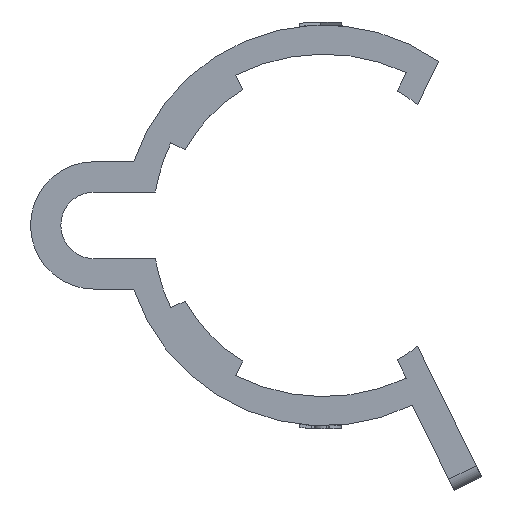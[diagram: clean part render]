
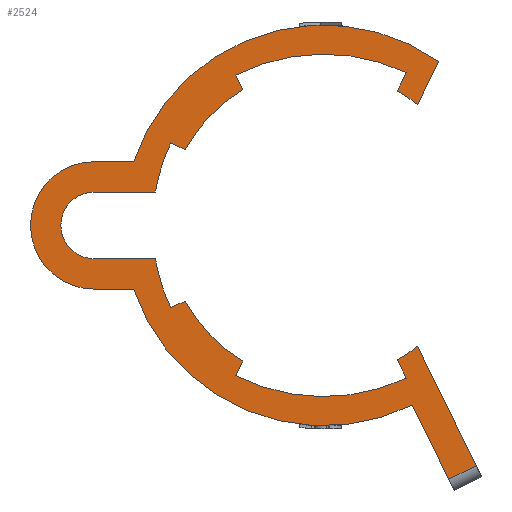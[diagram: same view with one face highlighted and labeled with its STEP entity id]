
A CAD part, front view. The second image highlights one B-rep face of the part: STEP entity #2524.
In plain terms, the highlighted planar face has unit normal (0, -1, 0).
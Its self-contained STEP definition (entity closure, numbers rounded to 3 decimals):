
#184=FACE_OUTER_BOUND('',#322,.T.);
#322=EDGE_LOOP('',(#1630,#1631,#1632,#1633,#1634,#1635,#1636,#1637,#1638,
#1639,#1640,#1641,#1642,#1643,#1644,#1645,#1646,#1647,#1648,#1649,#1650,
#1651,#1652,#1653,#1654,#1655));
#464=CIRCLE('',#2666,12.6);
#465=CIRCLE('',#2667,16.);
#466=CIRCLE('',#2668,13.);
#467=CIRCLE('',#2669,16.);
#468=CIRCLE('',#2670,2.75);
#469=CIRCLE('',#2671,16.);
#470=CIRCLE('',#2672,13.);
#471=CIRCLE('',#2673,16.);
#472=CIRCLE('',#2674,12.6);
#473=CIRCLE('',#2675,16.5);
#474=CIRCLE('',#2676,5.25);
#475=CIRCLE('',#2677,16.5);
#490=LINE('',#3631,#730);
#491=LINE('',#3635,#731);
#492=LINE('',#3639,#732);
#493=LINE('',#3643,#733);
#494=LINE('',#3647,#734);
#495=LINE('',#3651,#735);
#496=LINE('',#3655,#736);
#497=LINE('',#3659,#737);
#498=LINE('',#3663,#738);
#499=LINE('',#3667,#739);
#500=LINE('',#3671,#740);
#501=LINE('',#3675,#741);
#502=LINE('',#3679,#742);
#503=LINE('',#3680,#743);
#730=VECTOR('',#2909,10.963);
#731=VECTOR('',#2912,1.704);
#732=VECTOR('',#2915,1.336);
#733=VECTOR('',#2918,1.304);
#734=VECTOR('',#2921,5.031);
#735=VECTOR('',#2924,5.031);
#736=VECTOR('',#2927,1.304);
#737=VECTOR('',#2930,1.336);
#738=VECTOR('',#2933,1.704);
#739=VECTOR('',#2936,3.963);
#740=VECTOR('',#2939,3.25);
#741=VECTOR('',#2942,3.25);
#742=VECTOR('',#2945,6.799);
#743=VECTOR('',#2946,2.503);
#970=VERTEX_POINT('',#3629);
#971=VERTEX_POINT('',#3630);
#972=VERTEX_POINT('',#3632);
#973=VERTEX_POINT('',#3634);
#974=VERTEX_POINT('',#3636);
#975=VERTEX_POINT('',#3638);
#976=VERTEX_POINT('',#3640);
#977=VERTEX_POINT('',#3642);
#978=VERTEX_POINT('',#3644);
#979=VERTEX_POINT('',#3646);
#980=VERTEX_POINT('',#3648);
#981=VERTEX_POINT('',#3650);
#982=VERTEX_POINT('',#3652);
#983=VERTEX_POINT('',#3654);
#984=VERTEX_POINT('',#3656);
#985=VERTEX_POINT('',#3658);
#986=VERTEX_POINT('',#3660);
#987=VERTEX_POINT('',#3662);
#988=VERTEX_POINT('',#3664);
#989=VERTEX_POINT('',#3666);
#990=VERTEX_POINT('',#3668);
#991=VERTEX_POINT('',#3670);
#992=VERTEX_POINT('',#3672);
#993=VERTEX_POINT('',#3674);
#994=VERTEX_POINT('',#3676);
#995=VERTEX_POINT('',#3678);
#1234=EDGE_CURVE('',#970,#971,#490,.T.);
#1235=EDGE_CURVE('',#971,#972,#464,.T.);
#1236=EDGE_CURVE('',#973,#972,#491,.T.);
#1237=EDGE_CURVE('',#973,#974,#465,.T.);
#1238=EDGE_CURVE('',#975,#974,#492,.T.);
#1239=EDGE_CURVE('',#976,#975,#466,.T.);
#1240=EDGE_CURVE('',#977,#976,#493,.T.);
#1241=EDGE_CURVE('',#978,#977,#467,.T.);
#1242=EDGE_CURVE('',#978,#979,#494,.T.);
#1243=EDGE_CURVE('',#980,#979,#468,.T.);
#1244=EDGE_CURVE('',#980,#981,#495,.T.);
#1245=EDGE_CURVE('',#982,#981,#469,.T.);
#1246=EDGE_CURVE('',#983,#982,#496,.T.);
#1247=EDGE_CURVE('',#984,#983,#470,.T.);
#1248=EDGE_CURVE('',#985,#984,#497,.T.);
#1249=EDGE_CURVE('',#985,#986,#471,.T.);
#1250=EDGE_CURVE('',#987,#986,#498,.T.);
#1251=EDGE_CURVE('',#987,#988,#472,.T.);
#1252=EDGE_CURVE('',#988,#989,#499,.T.);
#1253=EDGE_CURVE('',#989,#990,#473,.T.);
#1254=EDGE_CURVE('',#991,#990,#500,.T.);
#1255=EDGE_CURVE('',#992,#991,#474,.T.);
#1256=EDGE_CURVE('',#993,#992,#501,.T.);
#1257=EDGE_CURVE('',#993,#994,#475,.T.);
#1258=EDGE_CURVE('',#995,#994,#502,.T.);
#1259=EDGE_CURVE('',#995,#970,#503,.T.);
#1630=ORIENTED_EDGE('',*,*,#1234,.T.);
#1631=ORIENTED_EDGE('',*,*,#1235,.T.);
#1632=ORIENTED_EDGE('',*,*,#1236,.F.);
#1633=ORIENTED_EDGE('',*,*,#1237,.T.);
#1634=ORIENTED_EDGE('',*,*,#1238,.F.);
#1635=ORIENTED_EDGE('',*,*,#1239,.F.);
#1636=ORIENTED_EDGE('',*,*,#1240,.F.);
#1637=ORIENTED_EDGE('',*,*,#1241,.F.);
#1638=ORIENTED_EDGE('',*,*,#1242,.T.);
#1639=ORIENTED_EDGE('',*,*,#1243,.F.);
#1640=ORIENTED_EDGE('',*,*,#1244,.T.);
#1641=ORIENTED_EDGE('',*,*,#1245,.F.);
#1642=ORIENTED_EDGE('',*,*,#1246,.F.);
#1643=ORIENTED_EDGE('',*,*,#1247,.F.);
#1644=ORIENTED_EDGE('',*,*,#1248,.F.);
#1645=ORIENTED_EDGE('',*,*,#1249,.T.);
#1646=ORIENTED_EDGE('',*,*,#1250,.F.);
#1647=ORIENTED_EDGE('',*,*,#1251,.T.);
#1648=ORIENTED_EDGE('',*,*,#1252,.T.);
#1649=ORIENTED_EDGE('',*,*,#1253,.T.);
#1650=ORIENTED_EDGE('',*,*,#1254,.F.);
#1651=ORIENTED_EDGE('',*,*,#1255,.F.);
#1652=ORIENTED_EDGE('',*,*,#1256,.F.);
#1653=ORIENTED_EDGE('',*,*,#1257,.T.);
#1654=ORIENTED_EDGE('',*,*,#1258,.F.);
#1655=ORIENTED_EDGE('',*,*,#1259,.T.);
#2422=PLANE('',#2665);
#2524=ADVANCED_FACE('',(#184),#2422,.F.);
#2665=AXIS2_PLACEMENT_3D('',#3628,#2907,#2908);
#2666=AXIS2_PLACEMENT_3D('',#3633,#2910,#2911);
#2667=AXIS2_PLACEMENT_3D('',#3637,#2913,#2914);
#2668=AXIS2_PLACEMENT_3D('',#3641,#2916,#2917);
#2669=AXIS2_PLACEMENT_3D('',#3645,#2919,#2920);
#2670=AXIS2_PLACEMENT_3D('',#3649,#2922,#2923);
#2671=AXIS2_PLACEMENT_3D('',#3653,#2925,#2926);
#2672=AXIS2_PLACEMENT_3D('',#3657,#2928,#2929);
#2673=AXIS2_PLACEMENT_3D('',#3661,#2931,#2932);
#2674=AXIS2_PLACEMENT_3D('',#3665,#2934,#2935);
#2675=AXIS2_PLACEMENT_3D('',#3669,#2937,#2938);
#2676=AXIS2_PLACEMENT_3D('',#3673,#2940,#2941);
#2677=AXIS2_PLACEMENT_3D('',#3677,#2943,#2944);
#2907=DIRECTION('center_axis',(0.,1.,0.));
#2908=DIRECTION('ref_axis',(1.,0.,0.));
#2909=DIRECTION('',(-0.44,0.,0.898));
#2910=DIRECTION('center_axis',(0.,1.,0.));
#2911=DIRECTION('ref_axis',(0.614,0.,-0.789));
#2912=DIRECTION('',(-0.44,0.,0.898));
#2913=DIRECTION('center_axis',(0.,1.,0.));
#2914=DIRECTION('ref_axis',(0.425,0.,-0.905));
#2915=DIRECTION('',(-0.44,0.,-0.898));
#2916=DIRECTION('center_axis',(0.,-1.,0.));
#2917=DIRECTION('ref_axis',(-0.878,0.,-0.479));
#2918=DIRECTION('',(0.898,0.,0.44));
#2919=DIRECTION('center_axis',(0.,-1.,0.));
#2920=DIRECTION('ref_axis',(-0.985,0.,-0.172));
#2921=DIRECTION('',(-1.,0.,0.));
#2922=DIRECTION('center_axis',(0.,-1.,0.));
#2923=DIRECTION('ref_axis',(0.,0.,1.));
#2924=DIRECTION('',(1.,0.,0.));
#2925=DIRECTION('center_axis',(0.,-1.,0.));
#2926=DIRECTION('ref_axis',(-0.905,0.,0.425));
#2927=DIRECTION('',(-0.898,0.,0.44));
#2928=DIRECTION('center_axis',(0.,-1.,0.));
#2929=DIRECTION('ref_axis',(-0.512,0.,0.859));
#2930=DIRECTION('',(0.44,0.,-0.898));
#2931=DIRECTION('center_axis',(0.,1.,0.));
#2932=DIRECTION('ref_axis',(-0.453,0.,0.891));
#2933=DIRECTION('',(0.44,0.,0.898));
#2934=DIRECTION('center_axis',(0.,1.,0.));
#2935=DIRECTION('ref_axis',(0.48,0.,0.877));
#2936=DIRECTION('',(0.44,0.,0.898));
#2937=DIRECTION('center_axis',(0.,-1.,0.));
#2938=DIRECTION('ref_axis',(0.574,0.,0.819));
#2939=DIRECTION('',(1.,0.,0.));
#2940=DIRECTION('center_axis',(0.,1.,0.));
#2941=DIRECTION('ref_axis',(0.,0.,-1.));
#2942=DIRECTION('',(-1.,0.,0.));
#2943=DIRECTION('center_axis',(0.,-1.,0.));
#2944=DIRECTION('ref_axis',(-0.948,0.,-0.318));
#2945=DIRECTION('',(-0.443,0.,0.897));
#2946=DIRECTION('',(0.898,0.,0.44));
#3628=CARTESIAN_POINT('Origin',(0.,-9.9,0.));
#3629=CARTESIAN_POINT('',(12.559,-9.9,-19.791));
#3630=CARTESIAN_POINT('',(7.735,-9.9,-9.946));
#3631=CARTESIAN_POINT('',(12.559,-9.9,-19.791));
#3632=CARTESIAN_POINT('',(6.05,-9.9,-11.052));
#3633=CARTESIAN_POINT('Origin',(0.,-9.9,0.));
#3634=CARTESIAN_POINT('',(6.8,-9.9,-12.583));
#3635=CARTESIAN_POINT('',(6.8,-9.9,-12.583));
#3636=CARTESIAN_POINT('',(-7.249,-9.9,-12.364));
#3637=CARTESIAN_POINT('Origin',(0.,-9.9,1.9));
#3638=CARTESIAN_POINT('',(-6.661,-9.9,-11.164));
#3639=CARTESIAN_POINT('',(-6.661,-9.9,-11.164));
#3640=CARTESIAN_POINT('',(-11.412,-9.9,-6.226));
#3641=CARTESIAN_POINT('Origin',(0.,-9.9,0.));
#3642=CARTESIAN_POINT('',(-12.583,-9.9,-6.8));
#3643=CARTESIAN_POINT('',(-12.583,-9.9,-6.8));
#3644=CARTESIAN_POINT('',(-13.862,-9.9,-2.75));
#3645=CARTESIAN_POINT('Origin',(1.9,-9.9,0.));
#3646=CARTESIAN_POINT('',(-18.892,-9.9,-2.75));
#3647=CARTESIAN_POINT('',(-13.862,-9.9,-2.75));
#3648=CARTESIAN_POINT('',(-18.892,-9.9,2.75));
#3649=CARTESIAN_POINT('Origin',(-18.892,-9.9,0.));
#3650=CARTESIAN_POINT('',(-13.862,-9.9,2.75));
#3651=CARTESIAN_POINT('',(-18.892,-9.9,2.75));
#3652=CARTESIAN_POINT('',(-12.583,-9.9,6.8));
#3653=CARTESIAN_POINT('Origin',(1.9,-9.9,0.));
#3654=CARTESIAN_POINT('',(-11.412,-9.9,6.226));
#3655=CARTESIAN_POINT('',(-11.412,-9.9,6.226));
#3656=CARTESIAN_POINT('',(-6.661,-9.9,11.164));
#3657=CARTESIAN_POINT('Origin',(0.,-9.9,0.));
#3658=CARTESIAN_POINT('',(-7.249,-9.9,12.364));
#3659=CARTESIAN_POINT('',(-7.249,-9.9,12.364));
#3660=CARTESIAN_POINT('',(6.8,-9.9,12.583));
#3661=CARTESIAN_POINT('Origin',(0.,-9.9,-1.9));
#3662=CARTESIAN_POINT('',(6.05,-9.9,11.052));
#3663=CARTESIAN_POINT('',(6.05,-9.9,11.052));
#3664=CARTESIAN_POINT('',(7.735,-9.9,9.946));
#3665=CARTESIAN_POINT('Origin',(0.,-9.9,0.));
#3666=CARTESIAN_POINT('',(9.479,-9.9,13.505));
#3667=CARTESIAN_POINT('',(7.735,-9.9,9.946));
#3668=CARTESIAN_POINT('',(-15.642,-9.9,5.25));
#3669=CARTESIAN_POINT('Origin',(0.,-9.9,0.));
#3670=CARTESIAN_POINT('',(-18.892,-9.9,5.25));
#3671=CARTESIAN_POINT('',(-18.892,-9.9,5.25));
#3672=CARTESIAN_POINT('',(-18.892,-9.9,-5.25));
#3673=CARTESIAN_POINT('Origin',(-18.892,-9.9,0.));
#3674=CARTESIAN_POINT('',(-15.642,-9.9,-5.25));
#3675=CARTESIAN_POINT('',(-15.642,-9.9,-5.25));
#3676=CARTESIAN_POINT('',(7.303,-9.9,-14.796));
#3677=CARTESIAN_POINT('Origin',(0.,-9.9,0.));
#3678=CARTESIAN_POINT('',(10.312,-9.9,-20.893));
#3679=CARTESIAN_POINT('',(10.312,-9.9,-20.893));
#3680=CARTESIAN_POINT('',(10.312,-9.9,-20.893));
